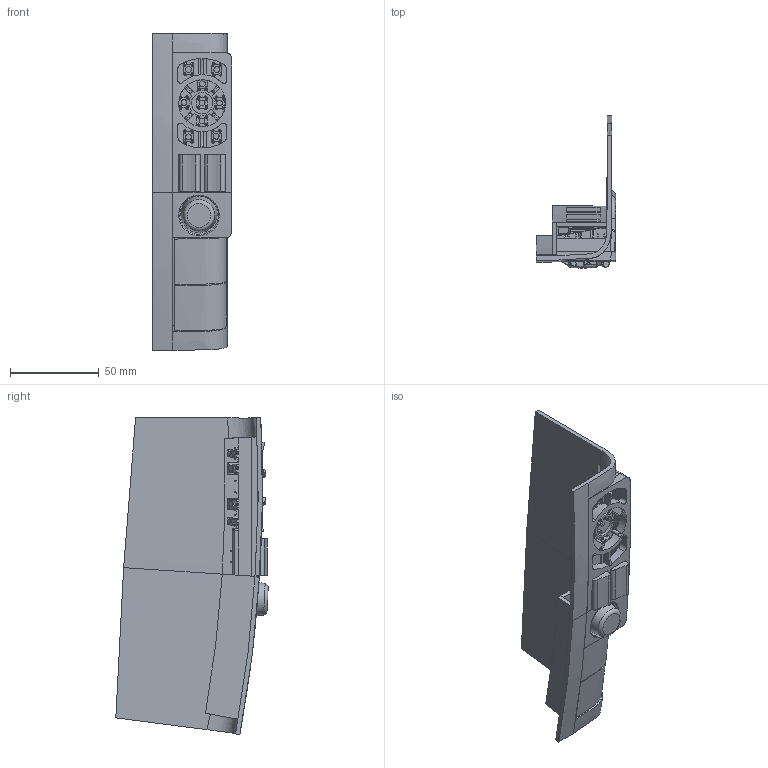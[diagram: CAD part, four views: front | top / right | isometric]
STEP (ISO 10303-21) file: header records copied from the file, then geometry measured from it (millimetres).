
FILE_DESCRIPTION(('FreeCAD Model'),'2;1');
FILE_NAME('Open CASCADE Shape Model','2025-05-04T16:17:26',('FreeCAD'),( 'FreeCAD'),'Open CASCADE STEP processor 7.6','FreeCAD','Unknown');
FILE_SCHEMA(('AUTOMOTIVE_DESIGN { 1 0 10303 214 1 1 1 1 }'));
Products named in the file (1): Open CASCADE STEP translator 7.6 1
Bounding box: 44.72 x 85.92 x 178.83 mm (x, y, z)
Volume: 82069 mm3; surface area: 72711.5 mm2
Topology: 18 solids, 19 shells, 1890 faces, 4601 edges, 2851 vertices
Faces by surface type: bspline 1890
Entity records: 62870 total; most frequent: CARTESIAN_POINT 34741, ORIENTED_EDGE 9196, EDGE_CURVE 4598, B_SPLINE_CURVE_WITH_KNOTS 3751, VERTEX_POINT 2851, FACE_BOUND 2131, EDGE_LOOP 2131, ADVANCED_FACE 1891
